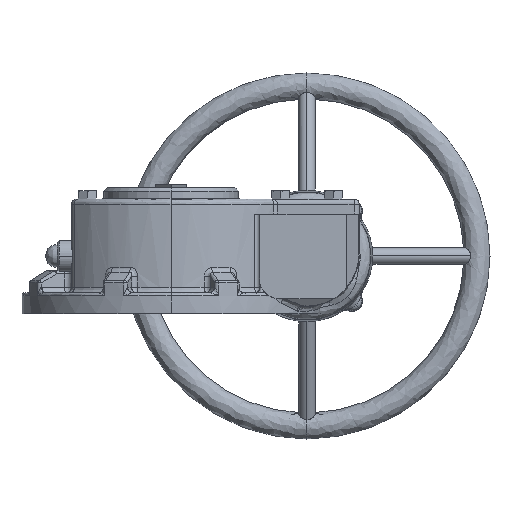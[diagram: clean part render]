
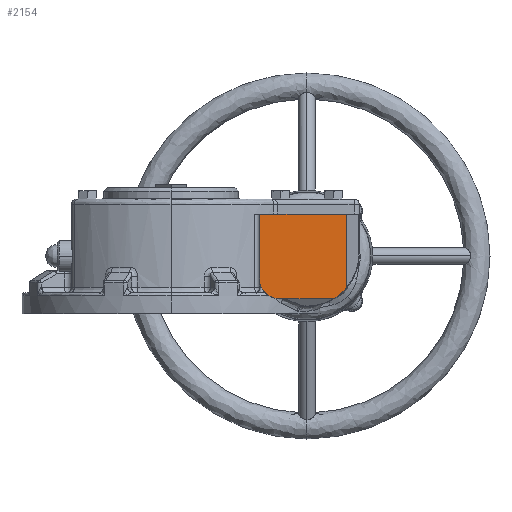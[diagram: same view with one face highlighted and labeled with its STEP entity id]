
A CAD part, left-side view. The second image highlights one B-rep face of the part: STEP entity #2154.
In plain terms, the highlighted planar face has unit normal (-1, 0, 0).
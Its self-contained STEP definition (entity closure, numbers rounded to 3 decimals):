
#343 = CARTESIAN_POINT ( 'NONE',  ( -97., -84.874, 31.153 ) ) ;
#775 = DIRECTION ( 'NONE',  ( 0., 1., 0. ) ) ;
#1067 = EDGE_CURVE ( 'NONE', #31780, #16341, #25412, .T. ) ;
#1398 = CARTESIAN_POINT ( 'NONE',  ( -97., -167.75, 28.526 ) ) ;
#1979 = CARTESIAN_POINT ( 'NONE',  ( -97., -167.502, 27.438 ) ) ;
#2154 = ADVANCED_FACE ( 'NONE', ( #6325 ), #30751, .F. ) ;
#2203 = EDGE_CURVE ( 'NONE', #4750, #29247, #14609, .T. ) ;
#2617 = CARTESIAN_POINT ( 'NONE',  ( -97., -155.166, 17.057 ) ) ;
#3140 = B_SPLINE_CURVE_WITH_KNOTS ( 'NONE', 3,
 ( #12285, #15100, #32989, #2617, #36361, #30415 ),
 .UNSPECIFIED., .F., .F.,
 ( 4, 2, 4 ),
 ( 0., 0.001, 0.002 ),
 .UNSPECIFIED. ) ;
#3742 = VERTEX_POINT ( 'NONE', #20187 ) ;
#4750 = VERTEX_POINT ( 'NONE', #343 ) ;
#4923 = ORIENTED_EDGE ( 'NONE', *, *, #27019, .F. ) ;
#5654 = CARTESIAN_POINT ( 'NONE',  ( -97., -156.531, 17.619 ) ) ;
#5813 = CARTESIAN_POINT ( 'NONE',  ( -97., -166.465, 25.79 ) ) ;
#6147 = VECTOR ( 'NONE', #18904, 1000. ) ;
#6325 = FACE_OUTER_BOUND ( 'NONE', #29402, .T. ) ;
#7333 = CARTESIAN_POINT ( 'NONE',  ( -97., -166.465, 25.79 ) ) ;
#7347 = LINE ( 'NONE', #31606, #6147 ) ;
#8106 = CARTESIAN_POINT ( 'NONE',  ( -97., -167.592, 27.707 ) ) ;
#8184 = CARTESIAN_POINT ( 'NONE',  ( -97., -104., 17. ) ) ;
#8653 = CARTESIAN_POINT ( 'NONE',  ( -97., -130., 60. ) ) ;
#9307 = VECTOR ( 'NONE', #30644, 1000. ) ;
#10795 = CARTESIAN_POINT ( 'NONE',  ( -97., -324.387, 17. ) ) ;
#10835 = CARTESIAN_POINT ( 'NONE',  ( -97., -104., 37. ) ) ;
#11016 = DIRECTION ( 'NONE',  ( 0., 0., -1. ) ) ;
#11410 = DIRECTION ( 'NONE',  ( -1., 0., 0. ) ) ;
#11827 = VERTEX_POINT ( 'NONE', #35618 ) ;
#12285 = CARTESIAN_POINT ( 'NONE',  ( -97., -156.531, 17.619 ) ) ;
#12849 = ORIENTED_EDGE ( 'NONE', *, *, #1067, .F. ) ;
#13142 = ORIENTED_EDGE ( 'NONE', *, *, #18202, .F. ) ;
#14071 = CARTESIAN_POINT ( 'NONE',  ( -97., -167.75, 28.809 ) ) ;
#14257 = CARTESIAN_POINT ( 'NONE',  ( -97., -167.716, 28.249 ) ) ;
#14500 = CARTESIAN_POINT ( 'NONE',  ( -97., -167.75, 98. ) ) ;
#14609 = CIRCLE ( 'NONE', #19708, 20. ) ;
#14639 = DIRECTION ( 'NONE',  ( 0., 0., 1. ) ) ;
#15100 = CARTESIAN_POINT ( 'NONE',  ( -97., -156.216, 17.422 ) ) ;
#15756 = VECTOR ( 'NONE', #35304, 1000. ) ;
#16205 = ORIENTED_EDGE ( 'NONE', *, *, #18487, .F. ) ;
#16341 = VERTEX_POINT ( 'NONE', #14500 ) ;
#16355 = CARTESIAN_POINT ( 'NONE',  ( -97., -204., 17. ) ) ;
#16856 = CARTESIAN_POINT ( 'NONE',  ( -97., -167.142, 26.681 ) ) ;
#17090 = CARTESIAN_POINT ( 'NONE',  ( -97., -84.874, 98. ) ) ;
#17977 = ORIENTED_EDGE ( 'NONE', *, *, #2203, .T. ) ;
#18202 = EDGE_CURVE ( 'NONE', #37451, #20568, #3140, .T. ) ;
#18487 = EDGE_CURVE ( 'NONE', #11827, #21315, #31975, .T. ) ;
#18528 = LINE ( 'NONE', #24103, #9307 ) ;
#18904 = DIRECTION ( 'NONE',  ( 0., 0., -1. ) ) ;
#19708 = AXIS2_PLACEMENT_3D ( 'NONE', #10835, #11410, #11016 ) ;
#20187 = CARTESIAN_POINT ( 'NONE',  ( -97., -109.718, 17. ) ) ;
#20568 = VERTEX_POINT ( 'NONE', #26982 ) ;
#21082 = CIRCLE ( 'NONE', #32501, 50. ) ;
#21315 = VERTEX_POINT ( 'NONE', #5813 ) ;
#21405 = EDGE_CURVE ( 'NONE', #4750, #31780, #18528, .T. ) ;
#22330 = DIRECTION ( 'NONE',  ( 0., -1., 0. ) ) ;
#22963 = DIRECTION ( 'NONE',  ( 0., 1., 0. ) ) ;
#23041 = CARTESIAN_POINT ( 'NONE',  ( -97., -166.658, 25.996 ) ) ;
#24103 = CARTESIAN_POINT ( 'NONE',  ( -97., -84.874, 37. ) ) ;
#24591 = VECTOR ( 'NONE', #22330, 1000. ) ;
#25024 = AXIS2_PLACEMENT_3D ( 'NONE', #36916, #39303, #775 ) ;
#25412 = LINE ( 'NONE', #37518, #15756 ) ;
#26852 = ORIENTED_EDGE ( 'NONE', *, *, #21405, .F. ) ;
#26982 = CARTESIAN_POINT ( 'NONE',  ( -97., -154.427, 17. ) ) ;
#27019 = EDGE_CURVE ( 'NONE', #21315, #37451, #21082, .T. ) ;
#28709 = ORIENTED_EDGE ( 'NONE', *, *, #34713, .F. ) ;
#28865 = LINE ( 'NONE', #16355, #24591 ) ;
#29247 = VERTEX_POINT ( 'NONE', #8184 ) ;
#29402 = EDGE_LOOP ( 'NONE', ( #4923, #16205, #28709, #12849, #26852, #17977, #34694, #35504, #13142 ) ) ;
#29958 = DIRECTION ( 'NONE',  ( 1., 0., 0. ) ) ;
#30249 = VECTOR ( 'NONE', #22963, 1000. ) ;
#30415 = CARTESIAN_POINT ( 'NONE',  ( -97., -154.427, 17. ) ) ;
#30644 = DIRECTION ( 'NONE',  ( 0., 0., 1. ) ) ;
#30751 = PLANE ( 'NONE',  #25024 ) ;
#31606 = CARTESIAN_POINT ( 'NONE',  ( -97., -167.75, 37. ) ) ;
#31780 = VERTEX_POINT ( 'NONE', #17090 ) ;
#31975 = B_SPLINE_CURVE_WITH_KNOTS ( 'NONE', 3,
 ( #14071, #1398, #14257, #8106, #1979, #34552, #16856, #38516, #23041, #7333 ),
 .UNSPECIFIED., .F., .F.,
 ( 4, 2, 2, 2, 4 ),
 ( 0., 0.001, 0.002, 0.003, 0.003 ),
 .UNSPECIFIED. ) ;
#32501 = AXIS2_PLACEMENT_3D ( 'NONE', #8653, #29958, #14639 ) ;
#32989 = CARTESIAN_POINT ( 'NONE',  ( -97., -155.876, 17.268 ) ) ;
#34227 = EDGE_CURVE ( 'NONE', #20568, #3742, #35630, .T. ) ;
#34552 = CARTESIAN_POINT ( 'NONE',  ( -97., -167.276, 26.925 ) ) ;
#34694 = ORIENTED_EDGE ( 'NONE', *, *, #35475, .T. ) ;
#34713 = EDGE_CURVE ( 'NONE', #16341, #11827, #7347, .T. ) ;
#35304 = DIRECTION ( 'NONE',  ( 0., -1., 0. ) ) ;
#35475 = EDGE_CURVE ( 'NONE', #29247, #3742, #28865, .T. ) ;
#35504 = ORIENTED_EDGE ( 'NONE', *, *, #34227, .F. ) ;
#35618 = CARTESIAN_POINT ( 'NONE',  ( -97., -167.75, 28.809 ) ) ;
#35630 = LINE ( 'NONE', #10795, #30249 ) ;
#36361 = CARTESIAN_POINT ( 'NONE',  ( -97., -154.798, 17. ) ) ;
#36916 = CARTESIAN_POINT ( 'NONE',  ( -97., -104., 37. ) ) ;
#37451 = VERTEX_POINT ( 'NONE', #5654 ) ;
#37518 = CARTESIAN_POINT ( 'NONE',  ( -97., -104., 98. ) ) ;
#38516 = CARTESIAN_POINT ( 'NONE',  ( -97., -166.833, 26.217 ) ) ;
#39303 = DIRECTION ( 'NONE',  ( 1., 0., 0. ) ) ;
